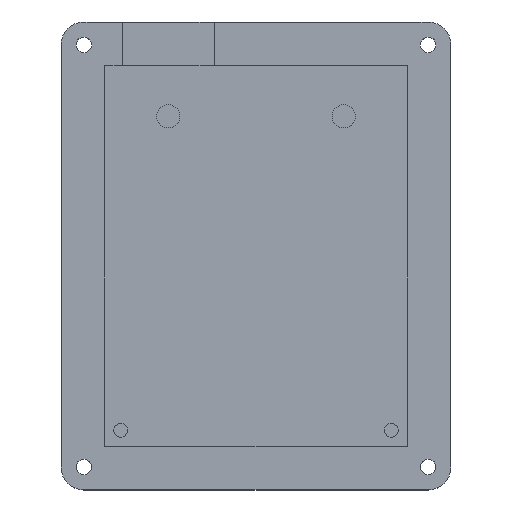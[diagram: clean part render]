
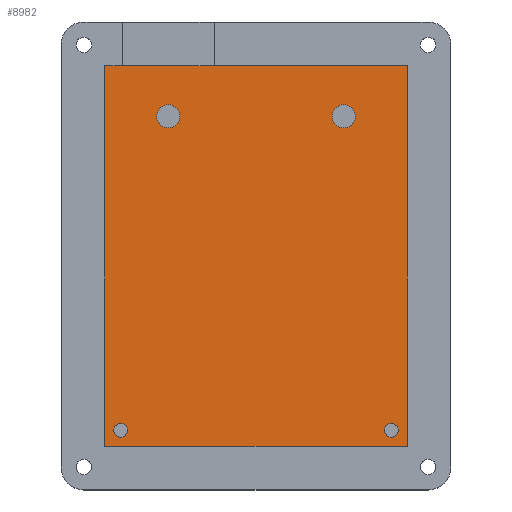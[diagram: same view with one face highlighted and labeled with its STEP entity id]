
A CAD part, top view. The second image highlights one B-rep face of the part: STEP entity #8982.
In plain terms, the highlighted planar face has unit normal (0, 0, 1).
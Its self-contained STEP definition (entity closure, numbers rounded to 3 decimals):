
#44=CIRCLE('',#9212,1.5);
#46=CIRCLE('',#9216,2.5);
#48=CIRCLE('',#9220,1.5);
#50=CIRCLE('',#9224,2.5);
#108=FACE_BOUND('',#1885,.T.);
#109=FACE_BOUND('',#1886,.T.);
#110=FACE_BOUND('',#1887,.T.);
#111=FACE_BOUND('',#1888,.T.);
#1359=FACE_OUTER_BOUND('',#1884,.T.);
#1884=EDGE_LOOP('',(#8232,#8233,#8234,#8235));
#1885=EDGE_LOOP('',(#8236));
#1886=EDGE_LOOP('',(#8237));
#1887=EDGE_LOOP('',(#8238));
#1888=EDGE_LOOP('',(#8239));
#2668=LINE('',#17609,#3441);
#2670=LINE('',#17613,#3443);
#2671=LINE('',#17615,#3444);
#2672=LINE('',#17616,#3445);
#3441=VECTOR('',#10497,10.);
#3443=VECTOR('',#10501,10.);
#3444=VECTOR('',#10502,10.);
#3445=VECTOR('',#10503,10.);
#4295=VERTEX_POINT('',#17509);
#4297=VERTEX_POINT('',#17516);
#4299=VERTEX_POINT('',#17523);
#4301=VERTEX_POINT('',#17530);
#4326=VERTEX_POINT('',#17606);
#4327=VERTEX_POINT('',#17608);
#4328=VERTEX_POINT('',#17612);
#4329=VERTEX_POINT('',#17614);
#5591=EDGE_CURVE('',#4295,#4295,#44,.T.);
#5594=EDGE_CURVE('',#4297,#4297,#46,.T.);
#5597=EDGE_CURVE('',#4299,#4299,#48,.T.);
#5600=EDGE_CURVE('',#4301,#4301,#50,.T.);
#5638=EDGE_CURVE('',#4326,#4327,#2668,.T.);
#5640=EDGE_CURVE('',#4328,#4326,#2670,.T.);
#5641=EDGE_CURVE('',#4329,#4328,#2671,.T.);
#5642=EDGE_CURVE('',#4327,#4329,#2672,.T.);
#8232=ORIENTED_EDGE('',*,*,#5638,.F.);
#8233=ORIENTED_EDGE('',*,*,#5640,.F.);
#8234=ORIENTED_EDGE('',*,*,#5641,.F.);
#8235=ORIENTED_EDGE('',*,*,#5642,.F.);
#8236=ORIENTED_EDGE('',*,*,#5591,.T.);
#8237=ORIENTED_EDGE('',*,*,#5594,.T.);
#8238=ORIENTED_EDGE('',*,*,#5597,.T.);
#8239=ORIENTED_EDGE('',*,*,#5600,.T.);
#8506=PLANE('',#9246);
#8982=ADVANCED_FACE('',(#1359,#108,#109,#110,#111),#8506,.T.);
#9212=AXIS2_PLACEMENT_3D('',#17511,#10397,#10398);
#9216=AXIS2_PLACEMENT_3D('',#17518,#10406,#10407);
#9220=AXIS2_PLACEMENT_3D('',#17525,#10415,#10416);
#9224=AXIS2_PLACEMENT_3D('',#17532,#10424,#10425);
#9246=AXIS2_PLACEMENT_3D('',#17611,#10499,#10500);
#10397=DIRECTION('center_axis',(0.,0.,-1.));
#10398=DIRECTION('ref_axis',(-1.,0.,0.));
#10406=DIRECTION('center_axis',(0.,0.,-1.));
#10407=DIRECTION('ref_axis',(-1.,0.,0.));
#10415=DIRECTION('center_axis',(0.,0.,-1.));
#10416=DIRECTION('ref_axis',(-1.,0.,0.));
#10424=DIRECTION('center_axis',(0.,0.,-1.));
#10425=DIRECTION('ref_axis',(-1.,0.,0.));
#10497=DIRECTION('',(1.,0.,0.));
#10499=DIRECTION('center_axis',(0.,0.,1.));
#10500=DIRECTION('ref_axis',(1.,0.,0.));
#10501=DIRECTION('',(0.,1.,0.));
#10502=DIRECTION('',(-1.,0.,0.));
#10503=DIRECTION('',(0.,-1.,0.));
#17509=CARTESIAN_POINT('',(31.,-38.,3.));
#17511=CARTESIAN_POINT('Origin',(29.5,-38.,3.));
#17516=CARTESIAN_POINT('',(21.63,30.459,3.));
#17518=CARTESIAN_POINT('Origin',(19.13,30.459,3.));
#17523=CARTESIAN_POINT('',(-28.,-38.,3.));
#17525=CARTESIAN_POINT('Origin',(-29.5,-38.,3.));
#17530=CARTESIAN_POINT('',(-16.63,30.459,3.));
#17532=CARTESIAN_POINT('Origin',(-19.13,30.459,3.));
#17606=CARTESIAN_POINT('',(-33.,41.5,3.));
#17608=CARTESIAN_POINT('',(33.,41.5,3.));
#17609=CARTESIAN_POINT('',(-16.5,41.5,3.));
#17611=CARTESIAN_POINT('Origin',(0.,0.,3.));
#17612=CARTESIAN_POINT('',(-33.,-41.5,3.));
#17613=CARTESIAN_POINT('',(-33.,-20.75,3.));
#17614=CARTESIAN_POINT('',(33.,-41.5,3.));
#17615=CARTESIAN_POINT('',(16.5,-41.5,3.));
#17616=CARTESIAN_POINT('',(33.,20.75,3.));
